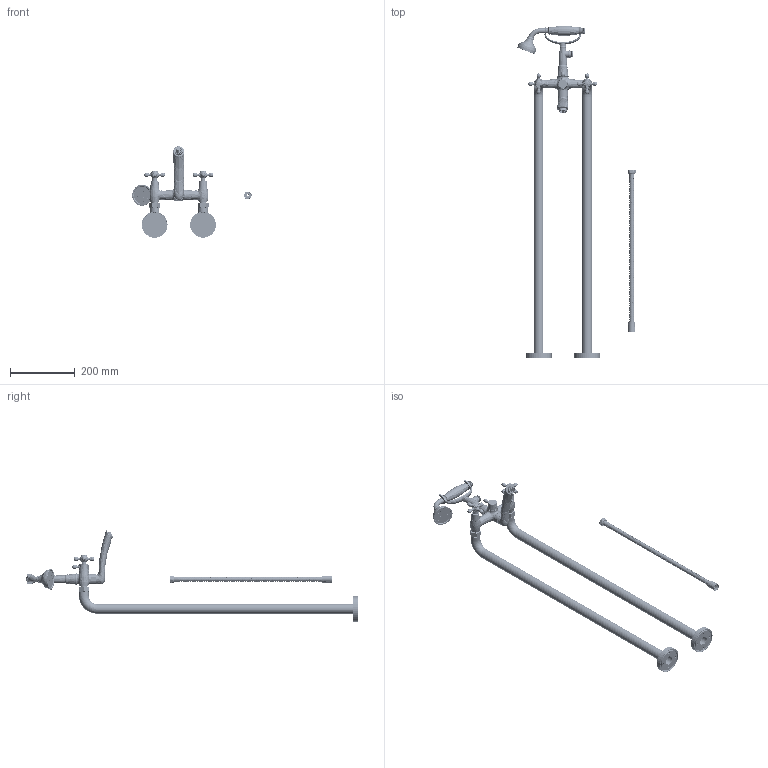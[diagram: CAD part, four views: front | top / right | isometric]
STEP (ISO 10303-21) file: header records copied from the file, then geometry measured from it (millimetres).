
FILE_DESCRIPTION((''),'2;1');
FILE_NAME('FREE_STANDING_BATH_MIXER_1L4049_ASM','2020-07-02T',('hzwu'),(''),'CREO PARAMETRIC BY PTC INC, 2015480','CREO PARAMETRIC BY PTC INC, 2015480','');
FILE_SCHEMA(('AUTOMOTIVE_DESIGN { 1 0 10303 214 1 1 1 1 }'));
Length unit declared in the file: millimetre
Products named in the file (64): MSBR-62; MSBR-61; MSBR-60; MSBR-59; MSBR-58; MSBR-57; MSBR-56; MSBR-55; MSBR-54; MSBR-53; MSBR-52; MSBR-51; MSBR-50; MSBR-49; MSBR-48; MSBR-47; MSBR-46; MSBR-45; MSBR-44; MSBR-43; MSBR-42; MSBR-41; MSBR-40; MSBR-39; MSBR-38; MSBR-37; MSBR-36; MSBR-35; MSBR-34; MSBR-33; MSBR-32; MSBR-31; MSBR-30; MSBR-29; MSBR-28; MSBR-27; MSBR-26; MSBR-25; MSBR-24; MSBR-23 ...
Assembly tree (63 placements, depth 2):
  FREE_STANDING_BATH_MIXER_1L4049_ASM
    MSBR-62
    MSBR-61
    MSBR-60
    MSBR-59
    MSBR-58
    MSBR-57
    MSBR-56
    MSBR-55
    MSBR-54
    MSBR-53
    MSBR-52
    MSBR-51
    MSBR-50
    MSBR-49
    MSBR-48
    MSBR-47
    MSBR-46
    MSBR-45
    MSBR-44
    MSBR-43
    MSBR-42
    MSBR-41
    MSBR-40
    MSBR-39
    MSBR-38
    MSBR-37
    MSBR-36
    MSBR-35
    MSBR-34
    MSBR-33
    MSBR-32
    MSBR-31
    MSBR-30
    MSBR-29
    MSBR-28
    MSBR-27
    MSBR-26
    MSBR-25
    MSBR-24
    MSBR-23
    MSBR-22
    MSBR-21
    MSBR-20
    MSBR-19
    MSBR-18
    MSBR-17
    MSBR-16
    MSBR-15
    MSBR-14
    MSBR-13
    MSBR-12
    MSBR-11
    MSBR-10
    MSBR-9
    MSBR-8
    MSBR-7
    MSBR-6
    MSBR-5
    MSBR-4
Bounding box: 370.53 x 1028.32 x 283.08 mm (x, y, z)
Volume: 917577.9 mm3; surface area: 594621.3 mm2
Topology: 62 solids, 62 shells, 4627 faces, 11884 edges, 7678 vertices
Faces by surface type: plane 2128, cylinder 1286, bspline 441, torus 352, cone 308, sphere 59, extrusion 49, revolution 4
Entity records: 226340 total; most frequent: CARTESIAN_POINT 100584, ORIENTED_EDGE 23692, DIRECTION 21326, EDGE_CURVE 11846, VERTEX_POINT 7678, AXIS2_PLACEMENT_3D 7562, VECTOR 6198, LINE 6149
